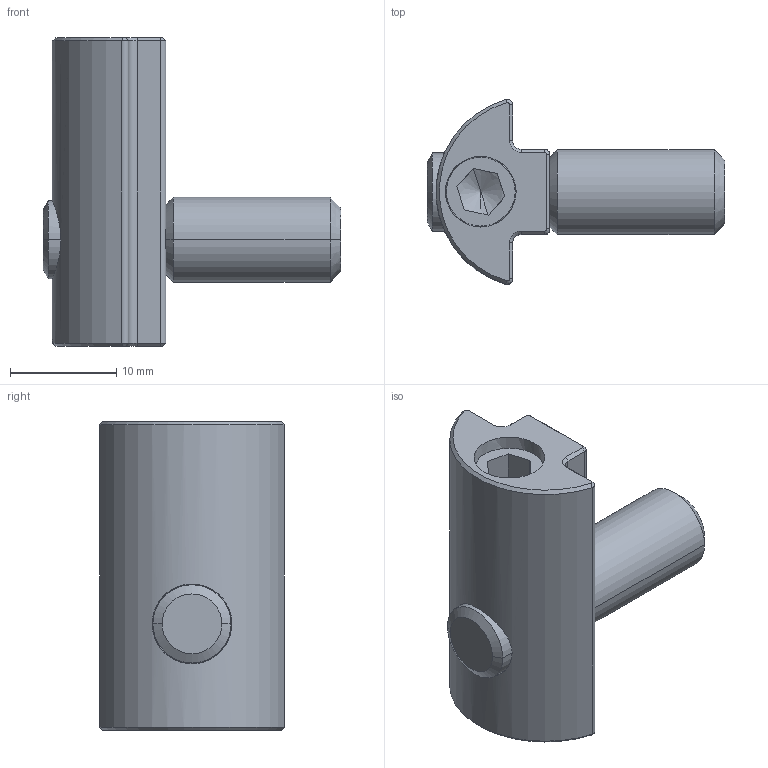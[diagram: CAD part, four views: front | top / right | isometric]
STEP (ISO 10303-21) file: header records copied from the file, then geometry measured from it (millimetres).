
FILE_DESCRIPTION((''),'2;1');
FILE_NAME('SV1301V.stp','2009-11-25T09:46:11',(''),(''),'Mechanical Desktop 2007','Mechanical Desktop 2007',', , ');
FILE_SCHEMA(('CONFIG_CONTROL_DESIGN'));
Length unit declared in the file: millimetre
Products named in the file (2): SV1301VA; SV1301V
Assembly tree (1 placements, depth 2):
  SV1301VA
    SV1301V
Bounding box: 28 x 17.36 x 29 mm (x, y, z)
Volume: 4431.2 mm3; surface area: 3291.1 mm2
Topology: 3 solids, 3 shells, 74 faces, 168 edges, 97 vertices
Faces by surface type: cone 29, plane 28, cylinder 15, bspline 2
Entity records: 2374 total; most frequent: CARTESIAN_POINT 641, DIRECTION 353, ORIENTED_EDGE 324, EDGE_CURVE 162, AXIS2_PLACEMENT_3D 130, VERTEX_POINT 96, VECTOR 93, LINE 93
